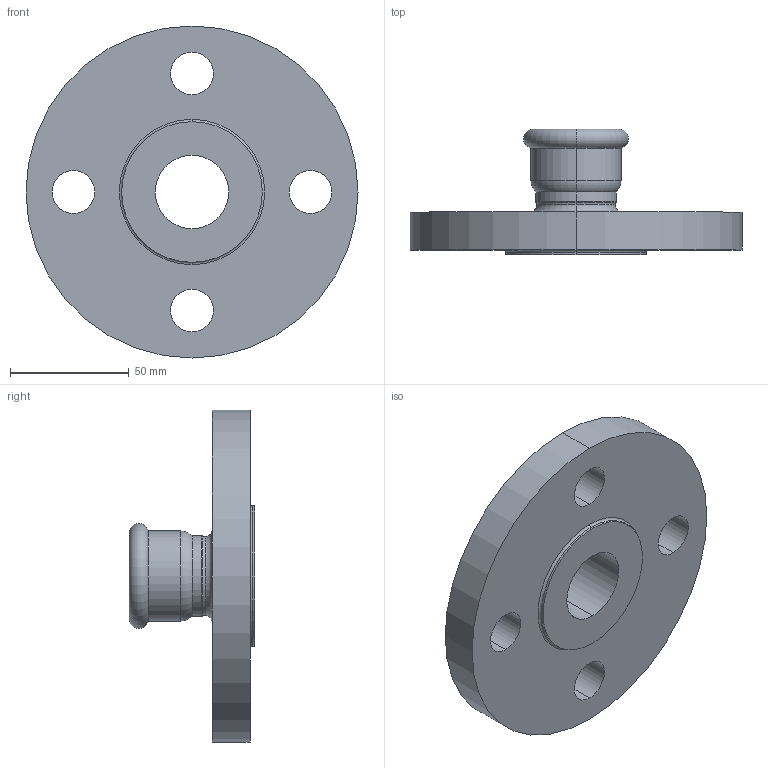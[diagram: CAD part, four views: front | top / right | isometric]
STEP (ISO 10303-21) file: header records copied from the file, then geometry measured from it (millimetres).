
FILE_DESCRIPTION (( 'STEP AP203' ), '1' );
FILE_NAME ('3D_PS7420_35_148622040.STEP', '2024-11-22T13:06:54', ( '' ), ( '' ), 'SwSTEP 2.0', 'SolidWorks 2023', '' );
FILE_SCHEMA (( 'CONFIG_CONTROL_DESIGN' ));
Length unit declared in the file: millimetre
Products named in the file (1): 3D_PS7420_35_148622040
Bounding box: 140 x 53 x 140 mm (x, y, z)
Volume: 228642.9 mm3; surface area: 48756.4 mm2
Topology: 1 solids, 1 shells, 43 faces, 94 edges, 54 vertices
Faces by surface type: cylinder 20, torus 16, cone 4, plane 3
Entity records: 1287 total; most frequent: DIRECTION 252, CARTESIAN_POINT 192, ORIENTED_EDGE 188, AXIS2_PLACEMENT_3D 114, EDGE_CURVE 94, CIRCLE 70, VERTEX_POINT 54, EDGE_LOOP 54
